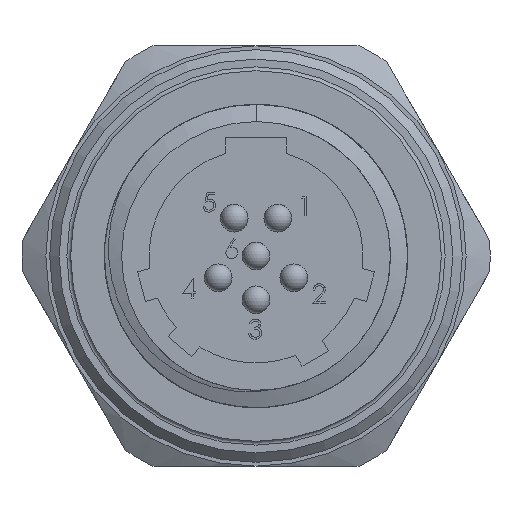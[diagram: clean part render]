
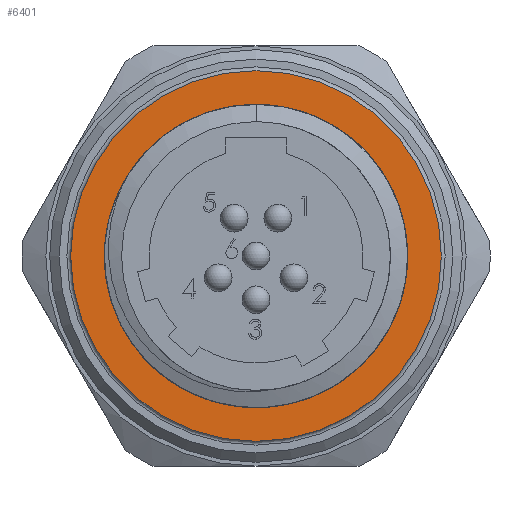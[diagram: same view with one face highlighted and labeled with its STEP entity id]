
A CAD part, front view. The second image highlights one B-rep face of the part: STEP entity #6401.
In plain terms, the highlighted planar face has unit normal (0, -1, 0).
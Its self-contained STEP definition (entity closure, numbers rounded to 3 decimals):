
#456 = FACE_BOUND ( 'NONE', #6930, .T. ) ;
#468 = DIRECTION ( 'NONE',  ( 0., 0., -1. ) ) ;
#1550 = EDGE_LOOP ( 'NONE', ( #7637 ) ) ;
#1725 = CARTESIAN_POINT ( 'NONE',  ( 0., -48.103, 0. ) ) ;
#1915 = CARTESIAN_POINT ( 'NONE',  ( 0., -48.103, 9.7 ) ) ;
#2418 = DIRECTION ( 'NONE',  ( 0., 0., 1. ) ) ;
#2474 = PLANE ( 'NONE',  #6522 ) ;
#2597 = CARTESIAN_POINT ( 'NONE',  ( 0., -48.103, 0. ) ) ;
#3252 = DIRECTION ( 'NONE',  ( 0., 0., 1. ) ) ;
#3765 = CIRCLE ( 'NONE', #4896, 9.7 ) ;
#4102 = FACE_OUTER_BOUND ( 'NONE', #1550, .T. ) ;
#4580 = DIRECTION ( 'NONE',  ( 0., -1., 0. ) ) ;
#4634 = CARTESIAN_POINT ( 'NONE',  ( 0., -48.103, 7.937 ) ) ;
#4896 = AXIS2_PLACEMENT_3D ( 'NONE', #1725, #6492, #2418 ) ;
#5546 = VERTEX_POINT ( 'NONE', #1915 ) ;
#5761 = VERTEX_POINT ( 'NONE', #4634 ) ;
#6401 = ADVANCED_FACE ( 'NONE', ( #456, #4102 ), #2474, .T. ) ;
#6407 = ORIENTED_EDGE ( 'NONE', *, *, #6435, .T. ) ;
#6435 = EDGE_CURVE ( 'NONE', #5761, #5761, #8047, .T. ) ;
#6492 = DIRECTION ( 'NONE',  ( 0., 1., 0. ) ) ;
#6522 = AXIS2_PLACEMENT_3D ( 'NONE', #8645, #4580, #468 ) ;
#6930 = EDGE_LOOP ( 'NONE', ( #6407 ) ) ;
#7001 = EDGE_CURVE ( 'NONE', #5546, #5546, #3765, .T. ) ;
#7335 = DIRECTION ( 'NONE',  ( 0., 1., 0. ) ) ;
#7637 = ORIENTED_EDGE ( 'NONE', *, *, #7001, .F. ) ;
#8047 = CIRCLE ( 'NONE', #8795, 7.937 ) ;
#8645 = CARTESIAN_POINT ( 'NONE',  ( 0., -48.103, 9.7 ) ) ;
#8795 = AXIS2_PLACEMENT_3D ( 'NONE', #2597, #7335, #3252 ) ;
